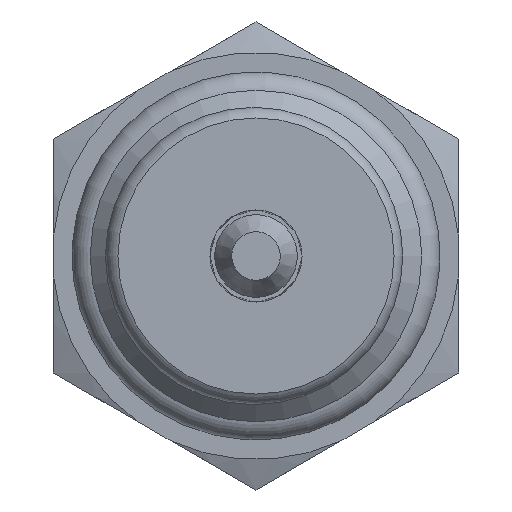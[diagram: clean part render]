
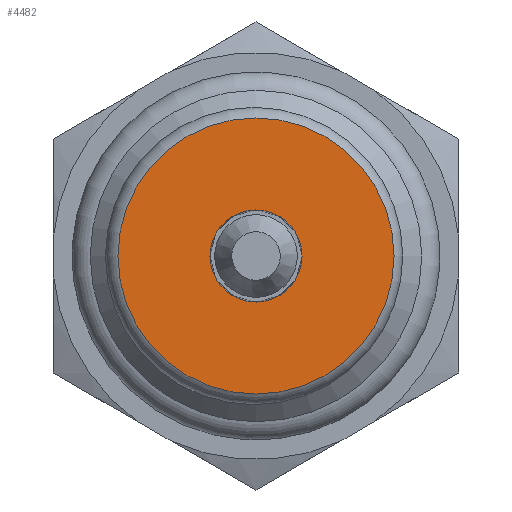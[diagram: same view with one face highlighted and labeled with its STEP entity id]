
A CAD part, left-side view. The second image highlights one B-rep face of the part: STEP entity #4482.
In plain terms, the highlighted planar face has unit normal (-1, 0, 0).
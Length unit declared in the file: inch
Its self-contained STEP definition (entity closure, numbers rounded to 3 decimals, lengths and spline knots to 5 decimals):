
#4142=CARTESIAN_POINT('',(-1.245,-0.078,0.));
#4143=VERTEX_POINT('',#4142);
#4144=CARTESIAN_POINT('',(-1.245,0.0,0.));
#4145=DIRECTION('',(1.0,0.0,0.0));
#4146=DIRECTION('',(0.0,1.0,0.0));
#4147=AXIS2_PLACEMENT_3D('',#4144,#4145,#4146);
#4148=CIRCLE('',#4147,0.078);
#4149=EDGE_CURVE('',#4143,#4143,#4148,.T.);
#4459=CARTESIAN_POINT('',(-1.245,0.,0.234));
#4460=VERTEX_POINT('',#4459);
#4461=CARTESIAN_POINT('',(-1.245,0.,0.));
#4462=DIRECTION('',(1.0,0.0,0.0));
#4463=DIRECTION('',(0.0,0.0,-1.0));
#4464=AXIS2_PLACEMENT_3D('',#4461,#4462,#4463);
#4465=CIRCLE('',#4464,0.234);
#4466=EDGE_CURVE('',#4460,#4460,#4465,.T.);
#4471=CARTESIAN_POINT('',(-1.245,0.,0.));
#4472=DIRECTION('',(1.0,0.0,0.0));
#4473=DIRECTION('',(0.0,0.0,-1.0));
#4474=AXIS2_PLACEMENT_3D('',#4471,#4472,#4473);
#4475=PLANE('',#4474);
#4476=ORIENTED_EDGE('',*,*,#4466,.F.);
#4477=EDGE_LOOP('',(#4476));
#4478=FACE_OUTER_BOUND('',#4477,.T.);
#4479=ORIENTED_EDGE('',*,*,#4149,.T.);
#4480=EDGE_LOOP('',(#4479));
#4481=FACE_BOUND('',#4480,.T.);
#4482=ADVANCED_FACE('',(#4478,#4481),#4475,.F.);
